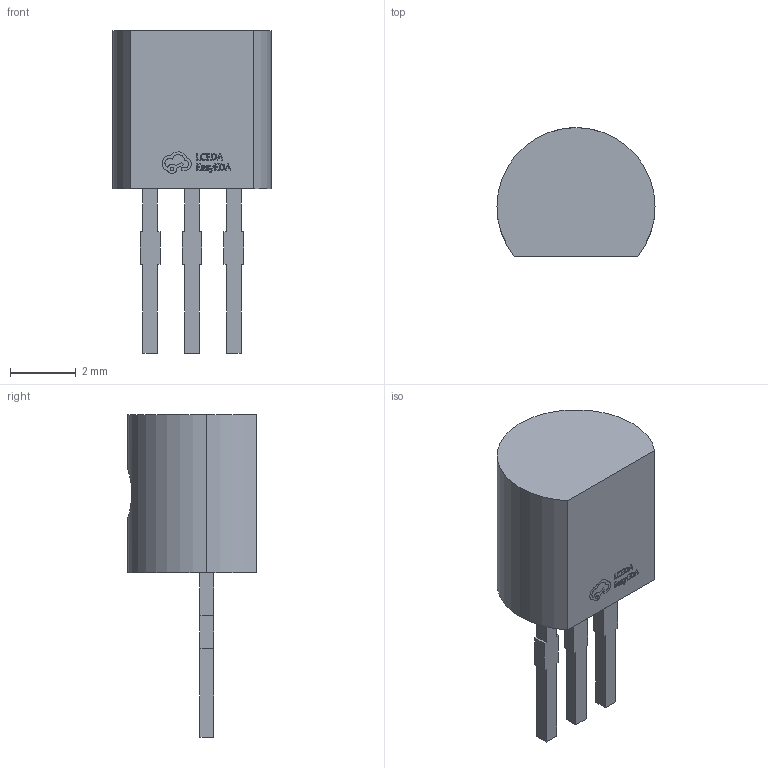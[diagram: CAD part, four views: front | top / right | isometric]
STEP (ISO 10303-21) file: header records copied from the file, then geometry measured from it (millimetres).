
FILE_DESCRIPTION (( 'STEP AP214' ), '1' );
FILE_NAME ('TO-92-3_L4.8-W3.7-P1.27-L.step', '2022-08-01T13:17:11', ( '' ), ( '' ), 'SwSTEP 2.0', 'SolidWorks 2020', '' );
FILE_SCHEMA (( 'AUTOMOTIVE_DESIGN' ));
Length unit declared in the file: millimetre
Products named in the file (1): TO-92-3_L4.8-W3.7-P1.27-L
Bounding box: 4.8 x 3.9 x 9.8 mm (x, y, z)
Volume: 77.9 mm3; surface area: 130 mm2
Topology: 1 solids, 1 shells, 272 faces, 741 edges, 494 vertices
Faces by surface type: plane 169, bspline 98, cylinder 5
Entity records: 12079 total; most frequent: CARTESIAN_POINT 2846, ORIENTED_EDGE 1482, DIRECTION 897, EDGE_CURVE 741, VECTOR 531, LINE 531, VERTEX_POINT 494, EDGE_LOOP 295
